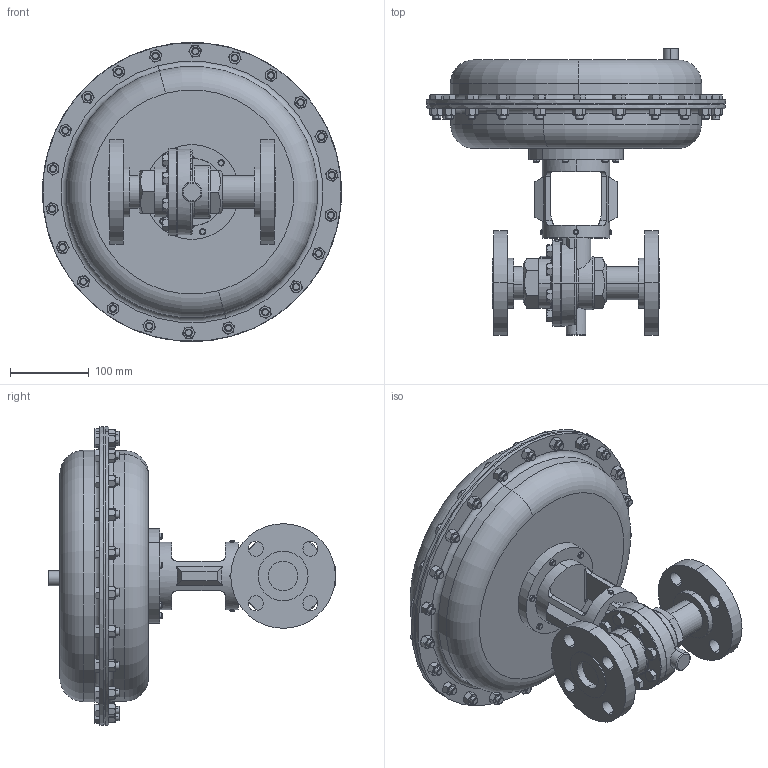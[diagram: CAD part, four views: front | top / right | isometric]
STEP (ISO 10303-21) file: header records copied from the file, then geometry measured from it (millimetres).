
FILE_DESCRIPTION (( 'STEP AP203' ), '1' );
FILE_NAME ('70-125-DI+BR-F3-85M.STEP', '2017-08-31T15:21:58', ( '' ), ( '' ), 'SwSTEP 2.0', 'SolidWorks 2014', '' );
FILE_SCHEMA (( 'CONFIG_CONTROL_DESIGN' ));
Products named in the file (1): 70-125-DI+BR-F3-85M
Bounding box: 380.96 x 365.42 x 380.89 mm (x, y, z)
Volume: 10716263.8 mm3; surface area: 497234.4 mm2
Topology: 1 solids, 1 shells, 1220 faces, 2788 edges, 1677 vertices
Faces by surface type: cone 514, plane 496, cylinder 149, bspline 36, torus 25
Entity records: 44990 total; most frequent: CARTESIAN_POINT 19029, ORIENTED_EDGE 5576, DIRECTION 4991, EDGE_CURVE 2788, AXIS2_PLACEMENT_3D 2049, VERTEX_POINT 1677, EDGE_LOOP 1345, FACE_OUTER_BOUND 1220
